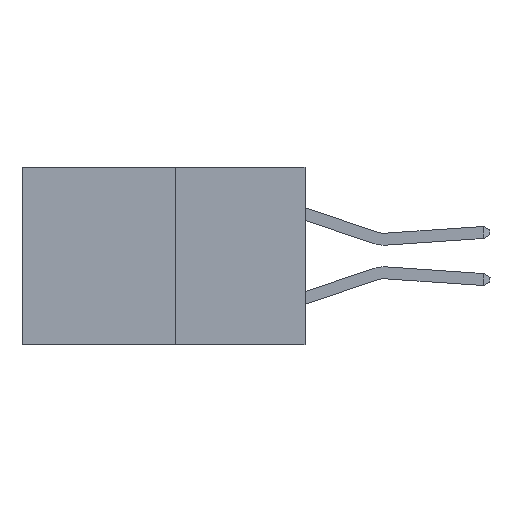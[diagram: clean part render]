
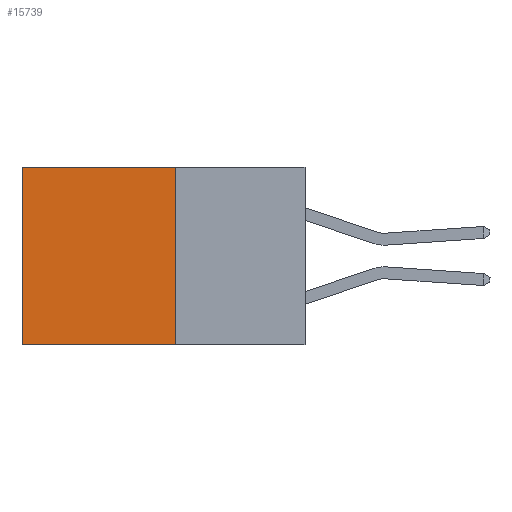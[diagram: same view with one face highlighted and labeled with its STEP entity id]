
A CAD part, left-side view. The second image highlights one B-rep face of the part: STEP entity #15739.
In plain terms, the highlighted planar face has unit normal (-1, 0, 0).
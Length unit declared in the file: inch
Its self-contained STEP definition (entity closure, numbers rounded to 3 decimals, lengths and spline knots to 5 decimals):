
#17 = DIRECTION ( 'NONE',  ( 0., 1., 0. ) ) ;
#2474 = ORIENTED_EDGE ( 'NONE', *, *, #4222, .T. ) ;
#2661 = FACE_OUTER_BOUND ( 'NONE', #25705, .T. ) ;
#2686 = EDGE_CURVE ( 'NONE', #12537, #15780, #17443, .T. ) ;
#2930 = DIRECTION ( 'NONE',  ( 0., 1., 0. ) ) ;
#4222 = EDGE_CURVE ( 'NONE', #12537, #27345, #7351, .T. ) ;
#5716 = CARTESIAN_POINT ( 'NONE',  ( 0.277, 0.59, -0.37 ) ) ;
#5907 = VECTOR ( 'NONE', #2930, 39.37008 ) ;
#7129 = CARTESIAN_POINT ( 'NONE',  ( 0.277, 0.27, -0.37 ) ) ;
#7351 = LINE ( 'NONE', #18993, #5907 ) ;
#8556 = ORIENTED_EDGE ( 'NONE', *, *, #12131, .T. ) ;
#9406 = DIRECTION ( 'NONE',  ( 0., 0., -1. ) ) ;
#11606 = CARTESIAN_POINT ( 'NONE',  ( 0.277, 0.27, -0.37 ) ) ;
#11726 = CARTESIAN_POINT ( 'NONE',  ( 0.277, 0.27, -0.37 ) ) ;
#12131 = EDGE_CURVE ( 'NONE', #27345, #28569, #22653, .T. ) ;
#12537 = VERTEX_POINT ( 'NONE', #16123 ) ;
#12598 = CARTESIAN_POINT ( 'NONE',  ( 0.277, 0.59, -0.37 ) ) ;
#13777 = CARTESIAN_POINT ( 'NONE',  ( 0.277, 0.27, -0.37 ) ) ;
#15739 = ADVANCED_FACE ( 'NONE', ( #2661 ), #18500, .F. ) ;
#15780 = VERTEX_POINT ( 'NONE', #11726 ) ;
#16123 = CARTESIAN_POINT ( 'NONE',  ( 0.277, 0.27, 0. ) ) ;
#17250 = DIRECTION ( 'NONE',  ( 0., 0., -1. ) ) ;
#17404 = AXIS2_PLACEMENT_3D ( 'NONE', #7129, #23106, #9406 ) ;
#17443 = LINE ( 'NONE', #13777, #28854 ) ;
#18500 = PLANE ( 'NONE',  #17404 ) ;
#18583 = ORIENTED_EDGE ( 'NONE', *, *, #25552, .F. ) ;
#18993 = CARTESIAN_POINT ( 'NONE',  ( 0.277, 0.27, 0. ) ) ;
#19088 = VECTOR ( 'NONE', #17, 39.37008 ) ;
#21406 = ORIENTED_EDGE ( 'NONE', *, *, #2686, .F. ) ;
#21711 = DIRECTION ( 'NONE',  ( 0., 0., -1. ) ) ;
#21918 = VECTOR ( 'NONE', #21711, 39.37008 ) ;
#22653 = LINE ( 'NONE', #5716, #21918 ) ;
#23106 = DIRECTION ( 'NONE',  ( 1., 0., 0. ) ) ;
#25129 = LINE ( 'NONE', #11606, #19088 ) ;
#25552 = EDGE_CURVE ( 'NONE', #15780, #28569, #25129, .T. ) ;
#25705 = EDGE_LOOP ( 'NONE', ( #8556, #18583, #21406, #2474 ) ) ;
#26859 = CARTESIAN_POINT ( 'NONE',  ( 0.277, 0.59, 0. ) ) ;
#27345 = VERTEX_POINT ( 'NONE', #26859 ) ;
#28569 = VERTEX_POINT ( 'NONE', #12598 ) ;
#28854 = VECTOR ( 'NONE', #17250, 39.37008 ) ;
